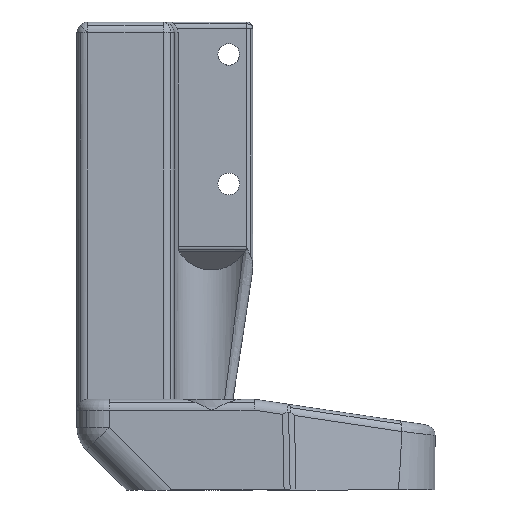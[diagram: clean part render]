
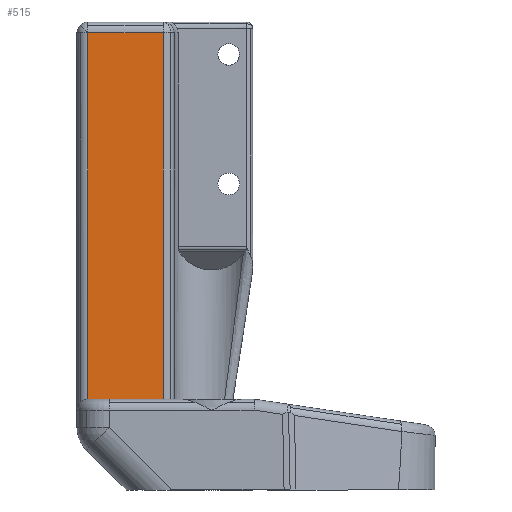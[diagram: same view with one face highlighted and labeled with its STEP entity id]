
A CAD part, front view. The second image highlights one B-rep face of the part: STEP entity #515.
In plain terms, the highlighted planar face has unit normal (0, -1, 0).
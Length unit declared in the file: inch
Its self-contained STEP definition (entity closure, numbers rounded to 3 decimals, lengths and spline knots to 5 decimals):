
#515=ADVANCED_FACE('',(#1148),#1149,.T.);
#1148=FACE_OUTER_BOUND('',#2743,.T.);
#1149=PLANE('',#2744);
#2743=EDGE_LOOP('',(#5157,#5158,#5159,#5160));
#2744=AXIS2_PLACEMENT_3D('',#5161,#5162,#5163);
#5157=ORIENTED_EDGE('',*,*,#6818,.F.);
#5158=ORIENTED_EDGE('',*,*,#6819,.F.);
#5159=ORIENTED_EDGE('',*,*,#6820,.T.);
#5160=ORIENTED_EDGE('',*,*,#6722,.F.);
#5161=CARTESIAN_POINT('',(-0.85706,-0.19212,1.07811));
#5162=DIRECTION('',(0.,-1.0,0.));
#5163=DIRECTION('',(0.,0.,1.0));
#6722=EDGE_CURVE('',#7946,#7948,#7949,.T.);
#6818=EDGE_CURVE('',#7211,#7946,#8078,.T.);
#6819=EDGE_CURVE('',#8079,#7211,#8080,.T.);
#6820=EDGE_CURVE('',#8079,#7948,#8081,.T.);
#7211=VERTEX_POINT('',#8695);
#7946=VERTEX_POINT('',#9932);
#7948=VERTEX_POINT('',#9934);
#7949=LINE('',#9935,#9936);
#8078=LINE('',#10179,#10180);
#8079=VERTEX_POINT('',#10181);
#8080=LINE('',#10182,#10183);
#8081=LINE('',#10184,#10185);
#8695=CARTESIAN_POINT('',(-0.66242,-0.19212,1.74677));
#9932=CARTESIAN_POINT('',(-0.66242,-0.19212,0.40945));
#9934=CARTESIAN_POINT('',(-0.93774,-0.19212,0.40945));
#9935=CARTESIAN_POINT('',(-0.44783,-0.19212,0.40945));
#9936=VECTOR('',#11464,1.0);
#10179=CARTESIAN_POINT('',(-0.66242,-0.19212,4.20456));
#10180=VECTOR('',#11599,1.0);
#10181=CARTESIAN_POINT('',(-0.93774,-0.19212,1.74677));
#10182=CARTESIAN_POINT('',(-0.65857,-0.19212,1.74677));
#10183=VECTOR('',#11600,1.0);
#10184=CARTESIAN_POINT('',(-0.93774,-0.19212,0.89674));
#10185=VECTOR('',#11601,1.0);
#11464=DIRECTION('',(-1.0,0.,0.));
#11599=DIRECTION('',(0.,0.,-1.0));
#11600=DIRECTION('',(1.0,0.,0.));
#11601=DIRECTION('',(0.,0.,-1.0));
